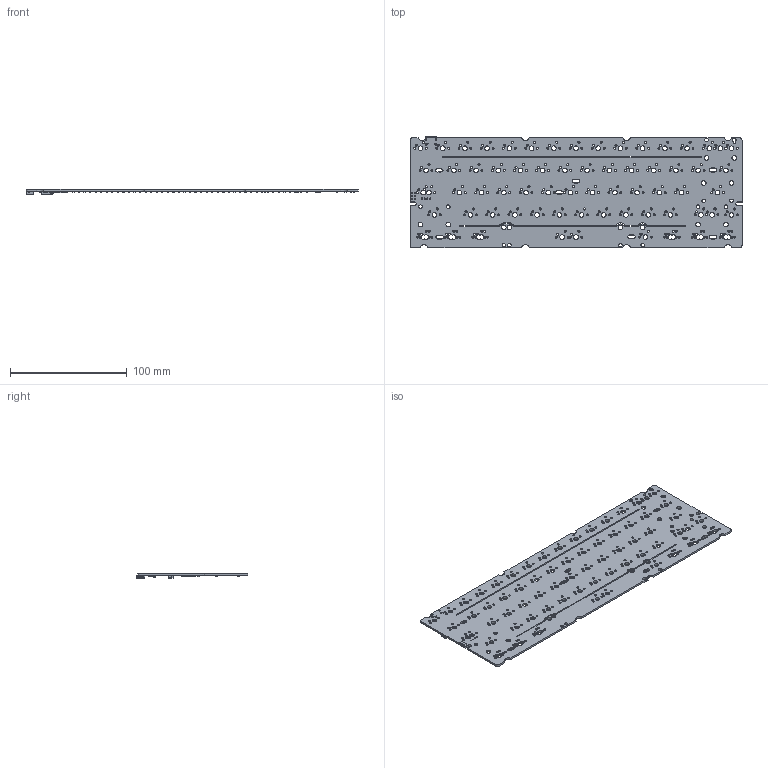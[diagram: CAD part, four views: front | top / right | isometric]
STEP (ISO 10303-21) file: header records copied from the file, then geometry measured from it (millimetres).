
FILE_DESCRIPTION(/* description */ (''),/* implementation_level */ '2;1');
FILE_NAME(/* name */ 'PCB-Common60.step',/* time_stamp */ '2021-01-12T12:40:51+07:00',/* author */ (''),/* organization */ (''),/* preprocessor_version */ 'ST-DEVELOPER v18.1',/* originating_system */ 'Autodesk Translation Framework v9.7.1.1290',/* authorisation */ '');
FILE_SCHEMA (('AUTOMOTIVE_DESIGN { 1 0 10303 214 3 1 1 }'));
Products named in the file (22): (Unsaved); JST-SR-4; SOLID (2); resonator_16mhz; COMPOUND (1); NSMF200-2; COMPOUND; Atmega32u4-QFN44; SOLID (6); PRTR5V0U2X; SOLID (4); D_SOD-323; SOLID (3); R_0805_2012Metric; SOLID (1); C_0805_2012Metric; SOLID; CP_EIA-3216-18_Kemet-A_v3; COMPOUND (2); HRO-TYPE-C-31-M-12; SOLID (5); COMPOUND (3)
Assembly tree (155 placements, depth 3):
  (Unsaved)
    JST-SR-4
      SOLID (2)
    C_0805_2012Metric  x4
      SOLID
    resonator_16mhz
      COMPOUND (1)
    NSMF200-2
      COMPOUND
    Atmega32u4-QFN44
      SOLID (6)
    PRTR5V0U2X
      SOLID (4)
    D_SOD-323  x126
      SOLID (3)
    R_0805_2012Metric  x7
      SOLID (1)
    CP_EIA-3216-18_Kemet-A_v3
      COMPOUND (2)
    HRO-TYPE-C-31-M-12
      SOLID (5)
    COMPOUND (3)
Bounding box: 284.7 x 95.35 x 4.86 mm (x, y, z)
Volume: 39420.4 mm3; surface area: 58282.4 mm2
Topology: 166 solids, 166 shells, 10911 faces, 26524 edges, 16134 vertices
Faces by surface type: plane 8852, cylinder 1688, bspline 363, cone 8
Full cylindrical faces by diameter (mm): 0.4 x55, 0.5 x2, 0.65 x2, 1 x6, 1.1 x4, 1.6 x1, 1.702 x126, 1.8 x143, 3.048 x11, 3.988 x72
Entity records: 81052 total; most frequent: CARTESIAN_POINT 19423, ORIENTED_EDGE 12792, DIRECTION 11129, EDGE_CURVE 6396, LINE 4449, VECTOR 4449, VERTEX_POINT 4226, AXIS2_PLACEMENT_3D 3340
